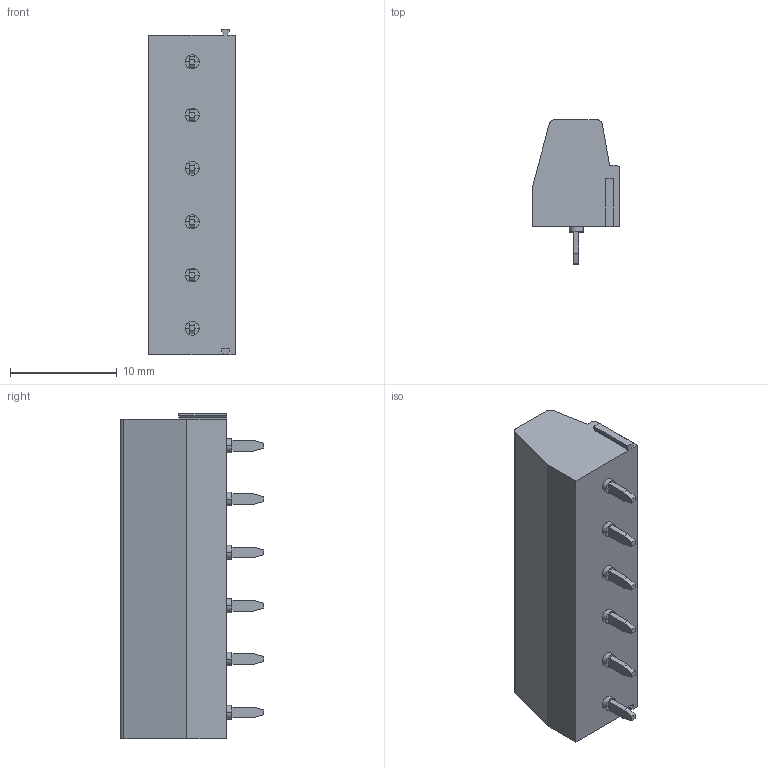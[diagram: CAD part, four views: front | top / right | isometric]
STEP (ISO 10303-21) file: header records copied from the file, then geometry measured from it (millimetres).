
FILE_DESCRIPTION(('FreeCAD Model'),'2;1');
FILE_NAME( 'mkdsn_1_5_007_cp.step', '2019-08-01T19:04:07',('kicad StepUp'),('ksu MCAD'), 'Open CASCADE STEP processor 7.3','FreeCAD','Unknown');
FILE_SCHEMA(('AUTOMOTIVE_DESIGN { 1 0 10303 214 1 1 1 1 }'));
Length unit declared in the file: millimetre
Products named in the file (1): mkdsn_1_5_007_cp
Bounding box: 8.15 x 13.5 x 30.57 mm (x, y, z)
Volume: 1938.4 mm3; surface area: 1619.7 mm2
Topology: 1 solids, 1 shells, 337 faces, 813 edges, 506 vertices
Faces by surface type: plane 270, cylinder 67
Entity records: 12029 total; most frequent: DIRECTION 1683, CARTESIAN_POINT 1657, ORIENTED_EDGE 1626, EDGE_CURVE 813, LINE 619, VECTOR 619, AXIS2_PLACEMENT_3D 532, VERTEX_POINT 506
